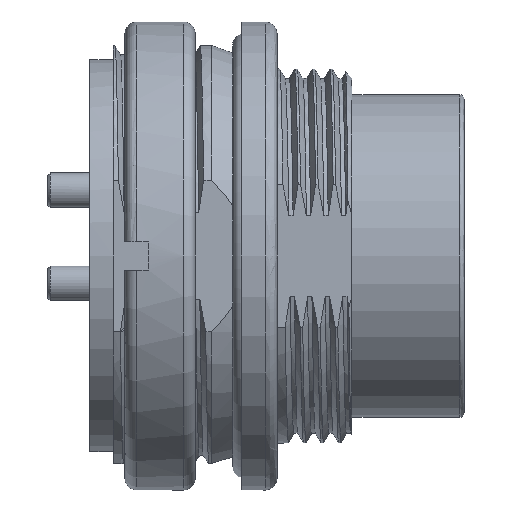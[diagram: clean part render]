
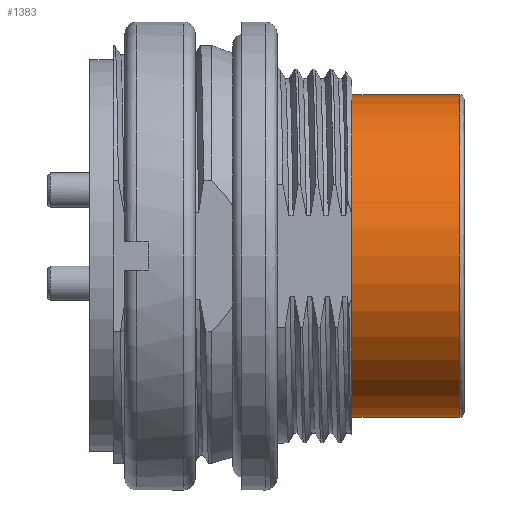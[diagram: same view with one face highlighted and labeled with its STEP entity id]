
A CAD part, front view. The second image highlights one B-rep face of the part: STEP entity #1383.
In plain terms, the highlighted cylindrical face has radius 6.9 mm (diameter 13.8 mm), a full revolution.
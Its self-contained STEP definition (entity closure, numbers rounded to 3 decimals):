
#952=CYLINDRICAL_SURFACE('',#6175,6.9);
#1383=ADVANCED_FACE('',(#2292,#2293),#952,.T.);
#2292=FACE_BOUND('',#2599,.T.);
#2293=FACE_BOUND('',#2600,.T.);
#2599=EDGE_LOOP('',(#3675));
#2600=EDGE_LOOP('',(#3676));
#3675=ORIENTED_EDGE('',*,*,#5556,.F.);
#3676=ORIENTED_EDGE('',*,*,#5558,.T.);
#4860=VERTEX_POINT('',#12813);
#4861=VERTEX_POINT('',#12817);
#5556=EDGE_CURVE('',#4860,#4860,#5881,.T.);
#5558=EDGE_CURVE('',#4861,#4861,#5883,.T.);
#5881=CIRCLE('',#6171,6.9);
#5883=CIRCLE('',#6174,6.9);
#6171=AXIS2_PLACEMENT_3D('',#12812,#7038,#7039);
#6174=AXIS2_PLACEMENT_3D('',#12816,#7044,#7045);
#6175=AXIS2_PLACEMENT_3D('',#12818,#7046,#7047);
#7038=DIRECTION('',(-1.,0.,0.));
#7039=DIRECTION('',(0.,-1.,0.));
#7044=DIRECTION('',(-1.,0.,0.));
#7045=DIRECTION('',(0.,-1.,0.));
#7046=DIRECTION('',(-1.,0.,0.));
#7047=DIRECTION('',(0.,-1.,0.));
#12812=CARTESIAN_POINT('',(11.2,0.,0.));
#12813=CARTESIAN_POINT('',(11.2,-6.9,0.));
#12816=CARTESIAN_POINT('',(15.8,0.,0.));
#12817=CARTESIAN_POINT('',(15.8,-6.9,0.));
#12818=CARTESIAN_POINT('',(16.,0.,0.));
